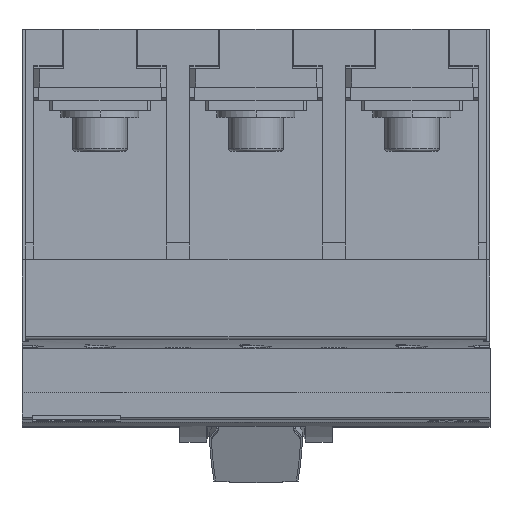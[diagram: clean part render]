
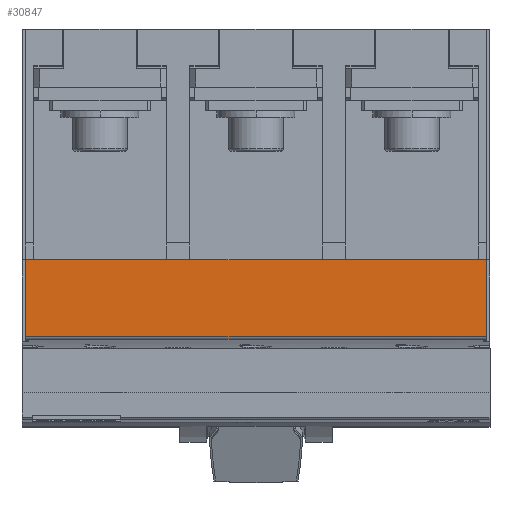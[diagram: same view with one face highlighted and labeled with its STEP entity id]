
A CAD part, top view. The second image highlights one B-rep face of the part: STEP entity #30847.
In plain terms, the highlighted planar face has unit normal (0, 0, 1).
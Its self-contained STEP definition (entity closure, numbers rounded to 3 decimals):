
#16349=VERTEX_POINT('',#40579);
#17737=VERTEX_POINT('',#42098);
#21327=VERTEX_POINT('',#46032);
#22313=EDGE_CURVE('',#21327,#17737,#47111,.T.);
#24517=VERTEX_POINT('',#49535);
#25651=EDGE_CURVE('',#16349,#17737,#50783,.T.);
#27227=EDGE_CURVE('',#24517,#21327,#52504,.T.);
#30847=ADVANCED_FACE('',(#56445),#56446,.T.);
#31193=EDGE_CURVE('',#16349,#24517,#56824,.T.);
#40579=CARTESIAN_POINT('',(67.96,-90.652,121.992));
#42098=CARTESIAN_POINT('',(-67.93,-90.652,121.992));
#46032=CARTESIAN_POINT('',(-67.93,-68.,121.992));
#47111=LINE('',#78229,#78230);
#49535=CARTESIAN_POINT('',(67.96,-68.,121.992));
#50783=LINE('',#83526,#83527);
#52504=LINE('',#86050,#86051);
#56445=FACE_OUTER_BOUND('',#91851,.T.);
#56446=PLANE('',#91852);
#56824=LINE('',#92406,#92407);
#78229=CARTESIAN_POINT('',(-67.93,-81.,121.992));
#78230=VECTOR('',#111465,1.0);
#83526=CARTESIAN_POINT('',(68.995,-90.652,121.992));
#83527=VECTOR('',#115567,1.0);
#86050=CARTESIAN_POINT('',(68.995,-68.,121.992));
#86051=VECTOR('',#117283,1.0);
#91851=EDGE_LOOP('',(#121270,#121271,#121272,#121273));
#91852=AXIS2_PLACEMENT_3D('',#121274,#121275,#121276);
#92406=CARTESIAN_POINT('',(67.96,-81.,121.992));
#92407=VECTOR('',#121710,1.0);
#111465=DIRECTION('',(0.0,-1.0,0.0));
#115567=DIRECTION('',(-1.0,0.0,0.0));
#117283=DIRECTION('',(-1.0,0.0,0.0));
#121270=ORIENTED_EDGE('',*,*,#22313,.T.);
#121271=ORIENTED_EDGE('',*,*,#25651,.F.);
#121272=ORIENTED_EDGE('',*,*,#31193,.T.);
#121273=ORIENTED_EDGE('',*,*,#27227,.T.);
#121274=CARTESIAN_POINT('',(68.995,-68.,121.992));
#121275=DIRECTION('',(0.0,-0.0,1.0));
#121276=DIRECTION('',(0.0,1.0,0.0));
#121710=DIRECTION('',(0.0,1.0,-0.0));
